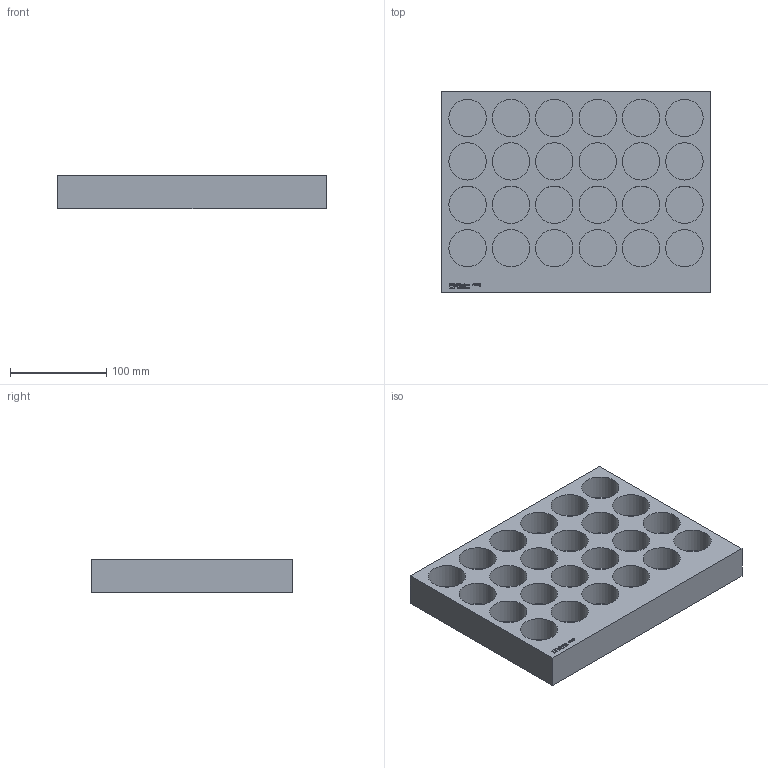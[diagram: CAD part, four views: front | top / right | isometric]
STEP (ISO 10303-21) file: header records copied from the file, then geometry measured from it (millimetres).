
FILE_DESCRIPTION( ( 'Unknown' ), '1' );
FILE_NAME( '712140000-C.stp', 'Unknown', ( 'Unknown' ), ( 'Unknown' ), 'PSStep 15.0.49', 'Unknown', ' ' );
FILE_SCHEMA( ( 'AUTOMOTIVE_DESIGN { 1 0 10303 214 1 1 1 1 }' ) );
Length unit declared in the file: millimetre
Products named in the file (1): 1
Bounding box: 278 x 209 x 35 mm (x, y, z)
Volume: 1299565.2 mm3; surface area: 226178.7 mm2
Topology: 1 solids, 1 shells, 175 faces, 396 edges, 264 vertices
Faces by surface type: plane 125, extrusion 26, cylinder 24
Full cylindrical faces by diameter (mm): 38.7 x24
Entity records: 7607 total; most frequent: CARTESIAN_POINT 2397, ORIENTED_EDGE 740, DIRECTION 692, EDGE_CURVE 370, VECTOR 296, LINE 270, VERTEX_POINT 264, EDGE_LOOP 242
